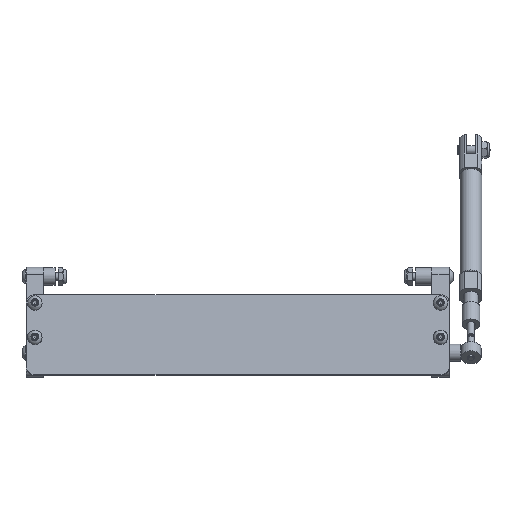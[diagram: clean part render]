
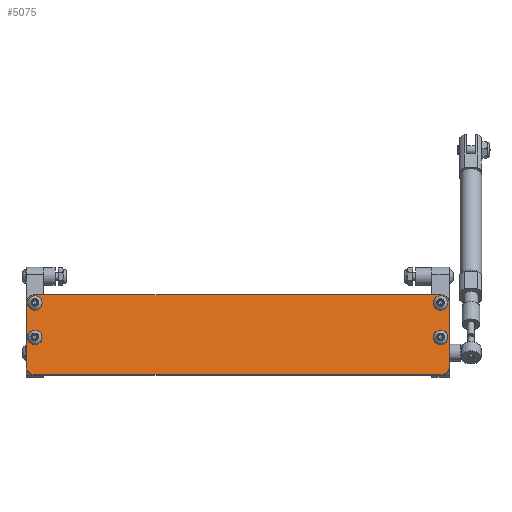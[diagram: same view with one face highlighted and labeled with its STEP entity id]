
A CAD part, top view. The second image highlights one B-rep face of the part: STEP entity #5075.
In plain terms, the highlighted planar face has unit normal (0, 0.167, 0.986).
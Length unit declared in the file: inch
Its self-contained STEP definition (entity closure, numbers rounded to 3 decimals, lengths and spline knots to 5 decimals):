
#567=FACE_BOUND('',#1353,.T.);
#568=FACE_BOUND('',#1354,.T.);
#569=FACE_BOUND('',#1355,.T.);
#570=FACE_BOUND('',#1356,.T.);
#671=PLANE('',#5799);
#978=FACE_OUTER_BOUND('',#1352,.T.);
#1352=EDGE_LOOP('',(#4623,#4624,#4625,#4626,#4627,#4628,#4629,#4630));
#1353=EDGE_LOOP('',(#4631));
#1354=EDGE_LOOP('',(#4632));
#1355=EDGE_LOOP('',(#4633));
#1356=EDGE_LOOP('',(#4634));
#1587=LINE('',#12067,#1833);
#1593=LINE('',#12096,#1839);
#1600=LINE('',#12120,#1846);
#1602=LINE('',#12125,#1848);
#1833=VECTOR('',#7063,0.3937);
#1839=VECTOR('',#7091,0.3937);
#1846=VECTOR('',#7120,0.3937);
#1848=VECTOR('',#7128,0.3937);
#2051=CIRCLE('',#5771,0.1875);
#2060=CIRCLE('',#5783,0.1875);
#2061=CIRCLE('',#5786,0.091);
#2062=CIRCLE('',#5788,0.091);
#2063=CIRCLE('',#5790,0.091);
#2064=CIRCLE('',#5792,0.091);
#2065=CIRCLE('',#5794,0.1875);
#2066=CIRCLE('',#5797,0.1875);
#2505=VERTEX_POINT('',#12054);
#2506=VERTEX_POINT('',#12055);
#2510=VERTEX_POINT('',#12065);
#2520=VERTEX_POINT('',#12089);
#2521=VERTEX_POINT('',#12090);
#2522=VERTEX_POINT('',#12095);
#2523=VERTEX_POINT('',#12099);
#2524=VERTEX_POINT('',#12103);
#2525=VERTEX_POINT('',#12107);
#2526=VERTEX_POINT('',#12111);
#2527=VERTEX_POINT('',#12115);
#2528=VERTEX_POINT('',#12119);
#3195=EDGE_CURVE('',#2505,#2506,#2051,.T.);
#3201=EDGE_CURVE('',#2505,#2510,#1587,.T.);
#3212=EDGE_CURVE('',#2520,#2521,#2060,.T.);
#3215=EDGE_CURVE('',#2522,#2521,#1593,.T.);
#3217=EDGE_CURVE('',#2523,#2523,#2061,.T.);
#3219=EDGE_CURVE('',#2524,#2524,#2062,.T.);
#3221=EDGE_CURVE('',#2525,#2525,#2063,.T.);
#3223=EDGE_CURVE('',#2526,#2526,#2064,.T.);
#3225=EDGE_CURVE('',#2527,#2522,#2065,.T.);
#3227=EDGE_CURVE('',#2528,#2527,#1600,.T.);
#3229=EDGE_CURVE('',#2510,#2528,#2066,.T.);
#3230=EDGE_CURVE('',#2520,#2506,#1602,.T.);
#4623=ORIENTED_EDGE('',*,*,#3195,.F.);
#4624=ORIENTED_EDGE('',*,*,#3201,.T.);
#4625=ORIENTED_EDGE('',*,*,#3229,.T.);
#4626=ORIENTED_EDGE('',*,*,#3227,.T.);
#4627=ORIENTED_EDGE('',*,*,#3225,.T.);
#4628=ORIENTED_EDGE('',*,*,#3215,.T.);
#4629=ORIENTED_EDGE('',*,*,#3212,.F.);
#4630=ORIENTED_EDGE('',*,*,#3230,.T.);
#4631=ORIENTED_EDGE('',*,*,#3223,.T.);
#4632=ORIENTED_EDGE('',*,*,#3221,.T.);
#4633=ORIENTED_EDGE('',*,*,#3219,.T.);
#4634=ORIENTED_EDGE('',*,*,#3217,.T.);
#5075=ADVANCED_FACE('',(#978,#567,#568,#569,#570),#671,.T.);
#5771=AXIS2_PLACEMENT_3D('',#12056,#7053,#7054);
#5783=AXIS2_PLACEMENT_3D('',#12091,#7085,#7086);
#5786=AXIS2_PLACEMENT_3D('',#12100,#7095,#7096);
#5788=AXIS2_PLACEMENT_3D('',#12104,#7100,#7101);
#5790=AXIS2_PLACEMENT_3D('',#12108,#7105,#7106);
#5792=AXIS2_PLACEMENT_3D('',#12112,#7110,#7111);
#5794=AXIS2_PLACEMENT_3D('',#12116,#7115,#7116);
#5797=AXIS2_PLACEMENT_3D('',#12123,#7124,#7125);
#5799=AXIS2_PLACEMENT_3D('',#12126,#7129,#7130);
#7053=DIRECTION('center_axis',(0.,-0.167,
-0.986));
#7054=DIRECTION('ref_axis',(0.707,-0.697,0.118));
#7063=DIRECTION('',(0.,0.986,-0.167));
#7085=DIRECTION('center_axis',(0.,-0.167,
-0.986));
#7086=DIRECTION('ref_axis',(-0.707,-0.697,0.118));
#7091=DIRECTION('',(0.,-0.986,0.167));
#7095=DIRECTION('center_axis',(0.,-0.167,
-0.986));
#7096=DIRECTION('ref_axis',(-1.,0.,0.));
#7100=DIRECTION('center_axis',(0.,-0.167,
-0.986));
#7101=DIRECTION('ref_axis',(-1.,0.,0.));
#7105=DIRECTION('center_axis',(0.,-0.167,
-0.986));
#7106=DIRECTION('ref_axis',(-1.,0.,0.));
#7110=DIRECTION('center_axis',(0.,-0.167,
-0.986));
#7111=DIRECTION('ref_axis',(-1.,0.,0.));
#7115=DIRECTION('center_axis',(0.,0.167,
0.986));
#7116=DIRECTION('ref_axis',(-1.,0.,0.));
#7120=DIRECTION('',(-1.,0.,0.));
#7124=DIRECTION('center_axis',(0.,0.167,
0.986));
#7125=DIRECTION('ref_axis',(-1.,0.,0.));
#7128=DIRECTION('',(1.,0.,0.));
#7129=DIRECTION('center_axis',(0.,0.167,
0.986));
#7130=DIRECTION('ref_axis',(-1.,0.,0.));
#12054=CARTESIAN_POINT('',(8.7456,-1.24448,7.92392));
#12055=CARTESIAN_POINT('',(8.5581,-1.42936,7.95517));
#12056=CARTESIAN_POINT('Origin',(8.5581,-1.24448,7.92392));
#12065=CARTESIAN_POINT('',(8.7456,0.11374,7.69436));
#12067=CARTESIAN_POINT('',(8.7456,-1.43923,7.95684));
#12089=CARTESIAN_POINT('',(-0.1669,-1.42936,7.95517));
#12090=CARTESIAN_POINT('',(-0.3544,-1.24448,7.92392));
#12091=CARTESIAN_POINT('Origin',(-0.1669,-1.24448,7.92392));
#12095=CARTESIAN_POINT('',(-0.3544,0.11374,7.69436));
#12096=CARTESIAN_POINT('',(-0.3544,0.73,7.5902));
#12099=CARTESIAN_POINT('',(-0.0759,0.11374,7.69436));
#12100=CARTESIAN_POINT('Origin',(-0.1669,0.11374,7.69436));
#12103=CARTESIAN_POINT('',(-0.0759,-0.62577,7.81935));
#12104=CARTESIAN_POINT('Origin',(-0.1669,-0.62577,
7.81935));
#12107=CARTESIAN_POINT('',(8.6491,-0.62577,7.81935));
#12108=CARTESIAN_POINT('Origin',(8.5581,-0.62577,7.81935));
#12111=CARTESIAN_POINT('',(8.6491,0.11374,7.69436));
#12112=CARTESIAN_POINT('Origin',(8.5581,0.11374,7.69436));
#12115=CARTESIAN_POINT('',(-0.1669,0.29862,7.66311));
#12116=CARTESIAN_POINT('Origin',(-0.1669,0.11374,7.69436));
#12119=CARTESIAN_POINT('',(8.5581,0.29862,7.66311));
#12120=CARTESIAN_POINT('',(-0.1669,0.29862,7.66311));
#12123=CARTESIAN_POINT('Origin',(8.5581,0.11374,7.69436));
#12125=CARTESIAN_POINT('',(-0.3544,-1.42936,7.95517));
#12126=CARTESIAN_POINT('Origin',(4.1956,-0.56537,7.80914));
